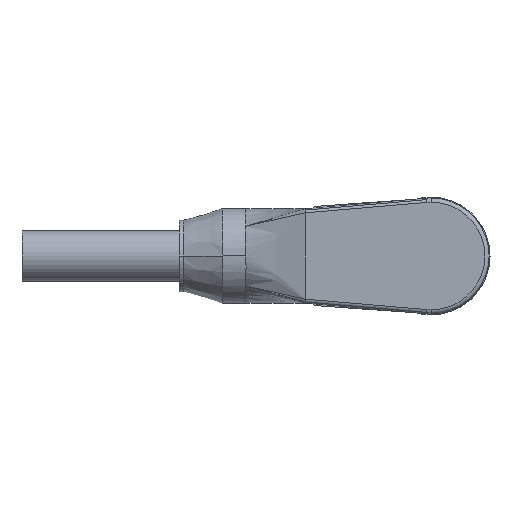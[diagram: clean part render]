
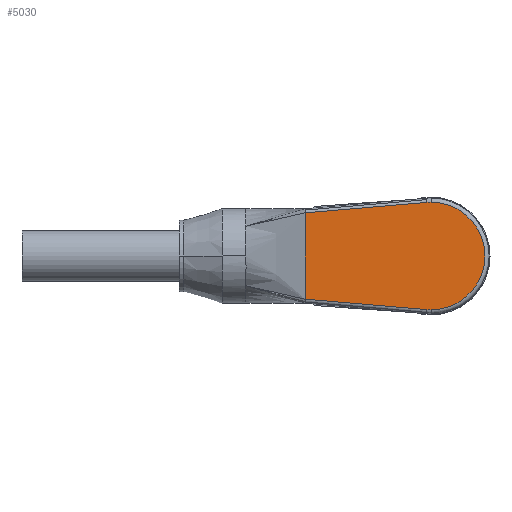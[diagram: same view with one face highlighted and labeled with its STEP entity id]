
A CAD part, front view. The second image highlights one B-rep face of the part: STEP entity #5030.
In plain terms, the highlighted planar face has unit normal (0, -1, 0).
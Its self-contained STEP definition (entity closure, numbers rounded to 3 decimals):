
#43 = ORIENTED_EDGE ( 'NONE', *, *, #264, .T. ) ;
#46 = EDGE_CURVE ( 'NONE', #1105, #3825, #4258, .T. ) ;
#68 = CARTESIAN_POINT ( 'NONE',  ( 312.744, 3.78, 7.932 ) ) ;
#132 = EDGE_CURVE ( 'NONE', #1531, #575, #555, .T. ) ;
#264 = EDGE_CURVE ( 'NONE', #1531, #2527, #2450, .T. ) ;
#311 = CARTESIAN_POINT ( 'NONE',  ( 328.744, 3.78, 2.434 ) ) ;
#398 = PLANE ( 'NONE',  #3102 ) ;
#514 = ORIENTED_EDGE ( 'NONE', *, *, #132, .F. ) ;
#521 = DIRECTION ( 'NONE',  ( 0., 1., 0. ) ) ;
#555 = LINE ( 'NONE', #3814, #4985 ) ;
#556 = ORIENTED_EDGE ( 'NONE', *, *, #46, .F. ) ;
#575 = VERTEX_POINT ( 'NONE', #4128 ) ;
#738 = DIRECTION ( 'NONE',  ( 1., 0., 0. ) ) ;
#881 = CARTESIAN_POINT ( 'NONE',  ( 328.156, 3.78, -4.39 ) ) ;
#1105 = VERTEX_POINT ( 'NONE', #2346 ) ;
#1326 = ORIENTED_EDGE ( 'NONE', *, *, #4881, .F. ) ;
#1348 = DIRECTION ( 'NONE',  ( -0.996, 0., 0.086 ) ) ;
#1518 = DIRECTION ( 'NONE',  ( 0.996, 0., 0.086 ) ) ;
#1531 = VERTEX_POINT ( 'NONE', #68 ) ;
#1760 = EDGE_CURVE ( 'NONE', #575, #3793, #5064, .T. ) ;
#1764 = CIRCLE ( 'NONE', #4626, 6.85 ) ;
#2086 = CARTESIAN_POINT ( 'NONE',  ( 328.744, 3.78, 9.284 ) ) ;
#2332 = VECTOR ( 'NONE', #1348, 1000. ) ;
#2346 = CARTESIAN_POINT ( 'NONE',  ( 328.744, 3.78, -4.416 ) ) ;
#2450 = LINE ( 'NONE', #3252, #3467 ) ;
#2527 = VERTEX_POINT ( 'NONE', #4060 ) ;
#2547 = EDGE_CURVE ( 'NONE', #3825, #2527, #3354, .T. ) ;
#2586 = DIRECTION ( 'NONE',  ( 0., 0., 1. ) ) ;
#3102 = AXIS2_PLACEMENT_3D ( 'NONE', #4275, #5121, #2586 ) ;
#3110 = CARTESIAN_POINT ( 'NONE',  ( 328.744, 3.78, 2.434 ) ) ;
#3252 = CARTESIAN_POINT ( 'NONE',  ( 312.744, 3.78, 7.932 ) ) ;
#3327 = DIRECTION ( 'NONE',  ( 0., 1., 0. ) ) ;
#3354 = LINE ( 'NONE', #3909, #2332 ) ;
#3371 = DIRECTION ( 'NONE',  ( 1., 0., 0. ) ) ;
#3390 = FACE_OUTER_BOUND ( 'NONE', #4014, .T. ) ;
#3467 = VECTOR ( 'NONE', #3587, 1000. ) ;
#3543 = DIRECTION ( 'NONE',  ( 1., 0., 0. ) ) ;
#3587 = DIRECTION ( 'NONE',  ( 0., 0., -1. ) ) ;
#3759 = ORIENTED_EDGE ( 'NONE', *, *, #2547, .F. ) ;
#3790 = CARTESIAN_POINT ( 'NONE',  ( 328.744, 3.78, 2.434 ) ) ;
#3793 = VERTEX_POINT ( 'NONE', #2086 ) ;
#3814 = CARTESIAN_POINT ( 'NONE',  ( 312.744, 3.78, 7.932 ) ) ;
#3825 = VERTEX_POINT ( 'NONE', #881 ) ;
#3909 = CARTESIAN_POINT ( 'NONE',  ( 328.156, 3.78, -4.39 ) ) ;
#4014 = EDGE_LOOP ( 'NONE', ( #3759, #556, #1326, #4061, #514, #43 ) ) ;
#4060 = CARTESIAN_POINT ( 'NONE',  ( 312.744, 3.78, -3.064 ) ) ;
#4061 = ORIENTED_EDGE ( 'NONE', *, *, #1760, .F. ) ;
#4128 = CARTESIAN_POINT ( 'NONE',  ( 328.156, 3.78, 9.259 ) ) ;
#4258 = CIRCLE ( 'NONE', #4437, 6.85 ) ;
#4275 = CARTESIAN_POINT ( 'NONE',  ( 328.744, 3.78, 2.434 ) ) ;
#4437 = AXIS2_PLACEMENT_3D ( 'NONE', #3790, #5498, #3371 ) ;
#4626 = AXIS2_PLACEMENT_3D ( 'NONE', #311, #3327, #738 ) ;
#4881 = EDGE_CURVE ( 'NONE', #3793, #1105, #1764, .T. ) ;
#4985 = VECTOR ( 'NONE', #1518, 1000. ) ;
#5030 = ADVANCED_FACE ( 'NONE', ( #3390 ), #398, .F. ) ;
#5064 = CIRCLE ( 'NONE', #5453, 6.85 ) ;
#5121 = DIRECTION ( 'NONE',  ( 0., 1., 0. ) ) ;
#5453 = AXIS2_PLACEMENT_3D ( 'NONE', #3110, #521, #3543 ) ;
#5498 = DIRECTION ( 'NONE',  ( 0., 1., 0. ) ) ;
